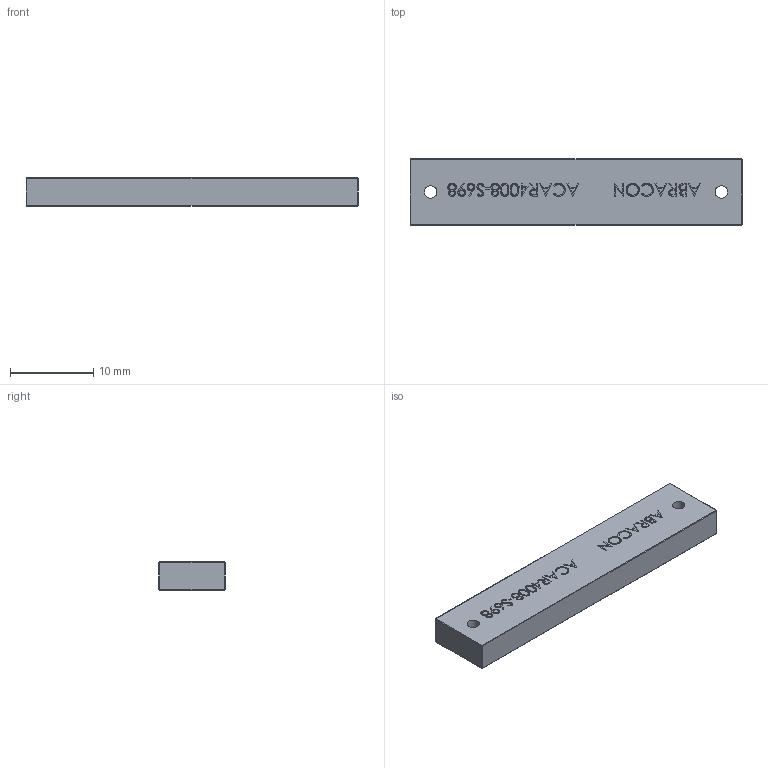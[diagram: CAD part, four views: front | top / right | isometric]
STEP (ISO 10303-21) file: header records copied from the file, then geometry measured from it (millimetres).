
FILE_DESCRIPTION(/* description */ (''),/* implementation_level */ '2;1');
FILE_NAME(/* name */ 'Abracon - ACAR4008.step',/* time_stamp */ '2019-12-14T00:00:11+00:00',/* author */ (''),/* organization */ (''),/* preprocessor_version */ 'ST-DEVELOPER v18',/* originating_system */ 'Autodesk Translation Framework v8.12.0.6',/* authorisation */ '');
FILE_SCHEMA (('AUTOMOTIVE_DESIGN { 1 0 10303 214 3 1 1 }'));
Length unit declared in the file: millimetre
Products named in the file (1): Abracon - ACAR4008
Bounding box: 40 x 8 x 3.4 mm (x, y, z)
Volume: 1075.6 mm3; surface area: 987 mm2
Topology: 1 solids, 1 shells, 405 faces, 1039 edges, 685 vertices
Faces by surface type: plane 213, bspline 178, cylinder 14
Full cylindrical faces by diameter (mm): 1.5 x2
Entity records: 26203 total; most frequent: CARTESIAN_POINT 17256, ORIENTED_EDGE 2078, DIRECTION 1288, EDGE_CURVE 1039, VERTEX_POINT 685, LINE 630, VECTOR 630, EDGE_LOOP 458
